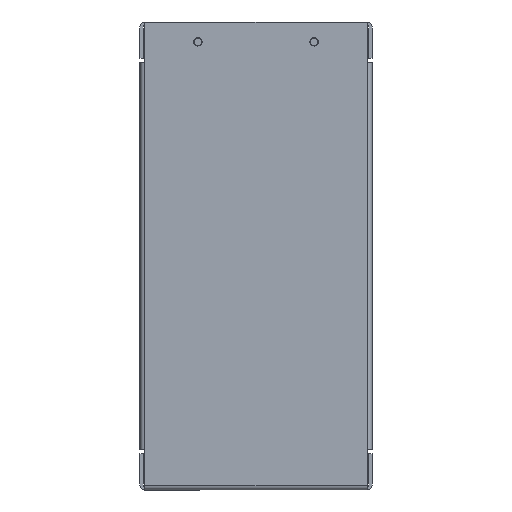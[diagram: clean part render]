
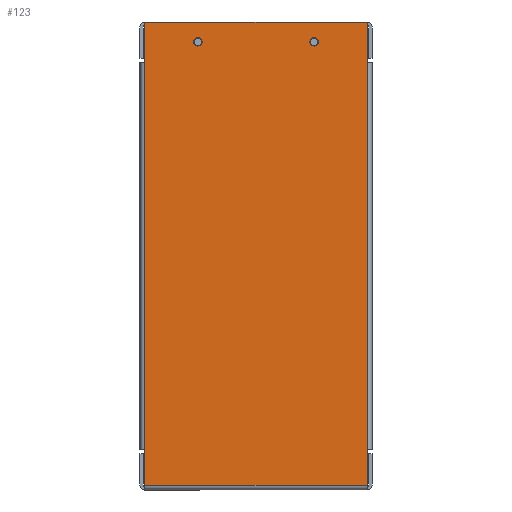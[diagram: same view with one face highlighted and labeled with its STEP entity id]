
A CAD part, front view. The second image highlights one B-rep face of the part: STEP entity #123.
In plain terms, the highlighted planar face has unit normal (0, -1, 0).
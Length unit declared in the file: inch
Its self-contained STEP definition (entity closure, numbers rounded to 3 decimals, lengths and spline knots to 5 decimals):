
#77 = CARTESIAN_POINT ( 'NONE',  ( 1.914, -3.95975, 4.03125 ) ) ;
#123 = ADVANCED_FACE ( 'NONE', ( #370, #3415, #5687 ), #1666, .T. ) ;
#152 = VERTEX_POINT ( 'NONE', #1329 ) ;
#165 = EDGE_CURVE ( 'NONE', #5595, #5595, #5776, .T. ) ;
#166 = CARTESIAN_POINT ( 'NONE',  ( 1.914, -3.95975, 4.03125 ) ) ;
#336 = EDGE_CURVE ( 'NONE', #4020, #501, #3550, .T. ) ;
#370 = FACE_OUTER_BOUND ( 'NONE', #430, .T. ) ;
#430 = EDGE_LOOP ( 'NONE', ( #3336, #1403, #1594, #3801, #1650, #829, #5240, #4950 ) ) ;
#445 = DIRECTION ( 'NONE',  ( 0., 0., 1. ) ) ;
#501 = VERTEX_POINT ( 'NONE', #2441 ) ;
#589 = VECTOR ( 'NONE', #4264, 39.37008 ) ;
#648 = EDGE_LOOP ( 'NONE', ( #1564 ) ) ;
#743 = CARTESIAN_POINT ( 'NONE',  ( 1.914, -3.95975, 3.33525 ) ) ;
#792 = CARTESIAN_POINT ( 'NONE',  ( 1.914, -3.95975, -3.33525 ) ) ;
#829 = ORIENTED_EDGE ( 'NONE', *, *, #5630, .T. ) ;
#873 = CARTESIAN_POINT ( 'NONE',  ( 1., -3.95975, 3.69025 ) ) ;
#898 = DIRECTION ( 'NONE',  ( 0., -1., 0. ) ) ;
#951 = DIRECTION ( 'NONE',  ( 0., 0., -1. ) ) ;
#1025 = LINE ( 'NONE', #2423, #589 ) ;
#1103 = EDGE_CURVE ( 'NONE', #3773, #5456, #2789, .T. ) ;
#1120 = DIRECTION ( 'NONE',  ( 0., 0., 1. ) ) ;
#1259 = EDGE_LOOP ( 'NONE', ( #3012 ) ) ;
#1323 = CARTESIAN_POINT ( 'NONE',  ( -1.914, -3.95975, -3.33525 ) ) ;
#1329 = CARTESIAN_POINT ( 'NONE',  ( -1.914, -3.95975, 3.33525 ) ) ;
#1373 = AXIS2_PLACEMENT_3D ( 'NONE', #5084, #1862, #5150 ) ;
#1398 = LINE ( 'NONE', #5010, #5301 ) ;
#1403 = ORIENTED_EDGE ( 'NONE', *, *, #1103, .T. ) ;
#1564 = ORIENTED_EDGE ( 'NONE', *, *, #5708, .T. ) ;
#1594 = ORIENTED_EDGE ( 'NONE', *, *, #4947, .T. ) ;
#1650 = ORIENTED_EDGE ( 'NONE', *, *, #5736, .F. ) ;
#1666 = PLANE ( 'NONE',  #2431 ) ;
#1721 = DIRECTION ( 'NONE',  ( 1., 0., 0. ) ) ;
#1735 = DIRECTION ( 'NONE',  ( 0., 0., -1. ) ) ;
#1747 = CARTESIAN_POINT ( 'NONE',  ( -1., -3.95975, 3.61775 ) ) ;
#1773 = DIRECTION ( 'NONE',  ( 0., 1., 0. ) ) ;
#1862 = DIRECTION ( 'NONE',  ( 0., 1., 0. ) ) ;
#2166 = VECTOR ( 'NONE', #5024, 39.37008 ) ;
#2286 = CARTESIAN_POINT ( 'NONE',  ( -1.914, -3.95975, 4.03125 ) ) ;
#2311 = VECTOR ( 'NONE', #1120, 39.37008 ) ;
#2323 = VERTEX_POINT ( 'NONE', #1323 ) ;
#2343 = EDGE_CURVE ( 'NONE', #501, #3773, #2756, .T. ) ;
#2380 = EDGE_CURVE ( 'NONE', #2629, #4474, #2775, .T. ) ;
#2423 = CARTESIAN_POINT ( 'NONE',  ( -1.914, -3.95975, -4.03125 ) ) ;
#2431 = AXIS2_PLACEMENT_3D ( 'NONE', #3622, #898, #4046 ) ;
#2441 = CARTESIAN_POINT ( 'NONE',  ( 1.914, -3.95975, -3.94525 ) ) ;
#2477 = VECTOR ( 'NONE', #1735, 39.37008 ) ;
#2524 = VECTOR ( 'NONE', #4130, 39.37008 ) ;
#2562 = CARTESIAN_POINT ( 'NONE',  ( -1.914, -3.95975, -3.94525 ) ) ;
#2629 = VERTEX_POINT ( 'NONE', #166 ) ;
#2756 = LINE ( 'NONE', #3160, #4718 ) ;
#2775 = LINE ( 'NONE', #2286, #2524 ) ;
#2789 = LINE ( 'NONE', #3804, #2311 ) ;
#3012 = ORIENTED_EDGE ( 'NONE', *, *, #165, .T. ) ;
#3069 = VECTOR ( 'NONE', #1721, 39.37008 ) ;
#3160 = CARTESIAN_POINT ( 'NONE',  ( 1.914, -3.95975, -3.97425 ) ) ;
#3336 = ORIENTED_EDGE ( 'NONE', *, *, #2343, .T. ) ;
#3415 = FACE_BOUND ( 'NONE', #648, .T. ) ;
#3550 = LINE ( 'NONE', #4932, #3069 ) ;
#3622 = CARTESIAN_POINT ( 'NONE',  ( -1.914, -3.95975, 4.03125 ) ) ;
#3645 = DIRECTION ( 'NONE',  ( 0., 0., -1. ) ) ;
#3665 = LINE ( 'NONE', #5814, #2477 ) ;
#3726 = LINE ( 'NONE', #77, #2166 ) ;
#3773 = VERTEX_POINT ( 'NONE', #792 ) ;
#3801 = ORIENTED_EDGE ( 'NONE', *, *, #2380, .T. ) ;
#3804 = CARTESIAN_POINT ( 'NONE',  ( 1.914, -3.95975, 4.03125 ) ) ;
#3895 = CARTESIAN_POINT ( 'NONE',  ( -1.914, -3.95975, 4.03125 ) ) ;
#4020 = VERTEX_POINT ( 'NONE', #2562 ) ;
#4046 = DIRECTION ( 'NONE',  ( 0., 0., -1. ) ) ;
#4130 = DIRECTION ( 'NONE',  ( -1., 0., 0. ) ) ;
#4264 = DIRECTION ( 'NONE',  ( 0., 0., 1. ) ) ;
#4303 = CIRCLE ( 'NONE', #1373, 0.0725 ) ;
#4474 = VERTEX_POINT ( 'NONE', #3895 ) ;
#4718 = VECTOR ( 'NONE', #445, 39.37008 ) ;
#4920 = AXIS2_PLACEMENT_3D ( 'NONE', #873, #1773, #3645 ) ;
#4932 = CARTESIAN_POINT ( 'NONE',  ( -1.914, -3.95975, -3.94525 ) ) ;
#4947 = EDGE_CURVE ( 'NONE', #5456, #2629, #3726, .T. ) ;
#4950 = ORIENTED_EDGE ( 'NONE', *, *, #336, .T. ) ;
#5010 = CARTESIAN_POINT ( 'NONE',  ( -1.914, -3.95975, 4.03125 ) ) ;
#5024 = DIRECTION ( 'NONE',  ( 0., 0., 1. ) ) ;
#5084 = CARTESIAN_POINT ( 'NONE',  ( -1., -3.95975, 3.69025 ) ) ;
#5150 = DIRECTION ( 'NONE',  ( 0., 0., -1. ) ) ;
#5240 = ORIENTED_EDGE ( 'NONE', *, *, #5660, .T. ) ;
#5301 = VECTOR ( 'NONE', #951, 39.37008 ) ;
#5456 = VERTEX_POINT ( 'NONE', #743 ) ;
#5562 = CARTESIAN_POINT ( 'NONE',  ( 1., -3.95975, 3.61775 ) ) ;
#5595 = VERTEX_POINT ( 'NONE', #5562 ) ;
#5630 = EDGE_CURVE ( 'NONE', #152, #2323, #1398, .T. ) ;
#5660 = EDGE_CURVE ( 'NONE', #2323, #4020, #3665, .T. ) ;
#5687 = FACE_BOUND ( 'NONE', #1259, .T. ) ;
#5708 = EDGE_CURVE ( 'NONE', #5831, #5831, #4303, .T. ) ;
#5736 = EDGE_CURVE ( 'NONE', #152, #4474, #1025, .T. ) ;
#5776 = CIRCLE ( 'NONE', #4920, 0.0725 ) ;
#5814 = CARTESIAN_POINT ( 'NONE',  ( -1.914, -3.95975, -3.94525 ) ) ;
#5831 = VERTEX_POINT ( 'NONE', #1747 ) ;
